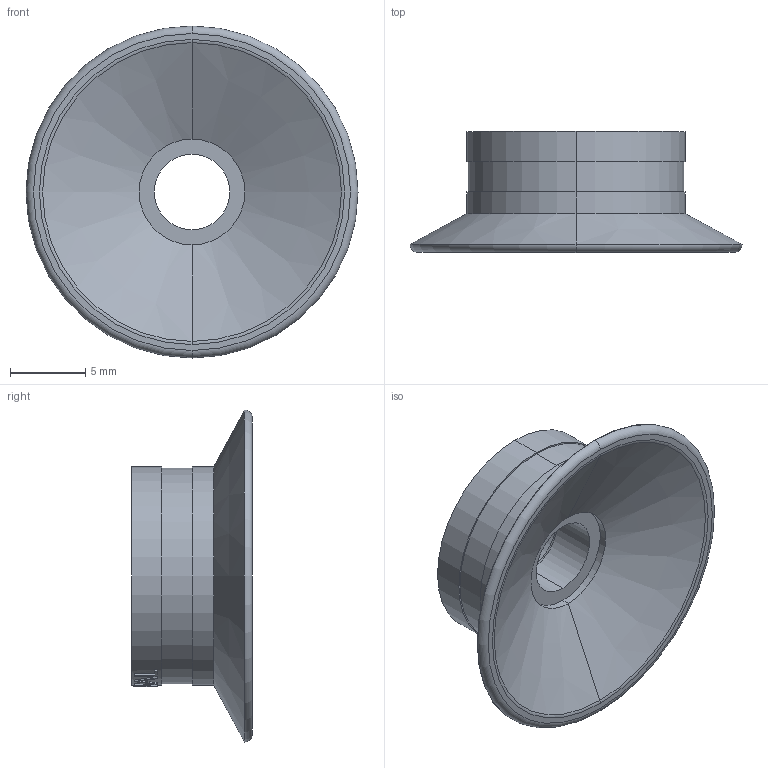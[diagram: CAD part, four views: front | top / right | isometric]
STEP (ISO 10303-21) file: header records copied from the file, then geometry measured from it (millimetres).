
FILE_DESCRIPTION(('STEP AP214'),'1');
FILE_NAME('COVAL_VPU20SI.stp','2017-12-27T18:38:45',('TraceParts'),('TraceParts S.A.'),'Spatial InterOp 3D',' ',' ');
FILE_SCHEMA(('automotive_design'));
Length unit declared in the file: millimetre
Products named in the file (1): COVAL_VPU20SI
Bounding box: 22 x 8 x 22 mm (x, y, z)
Volume: 1014.8 mm3; surface area: 1285.9 mm2
Topology: 1 solids, 2 shells, 87 faces, 203 edges, 128 vertices
Faces by surface type: bspline 29, cylinder 23, plane 19, torus 12, cone 4
Entity records: 6152 total; most frequent: CARTESIAN_POINT 3653, ORIENTED_EDGE 406, DIRECTION 302, EDGE_CURVE 203, AXIS2_PLACEMENT_3D 135, VERTEX_POINT 128, EDGE_LOOP 99, B_SPLINE_CURVE_WITH_KNOTS 95
